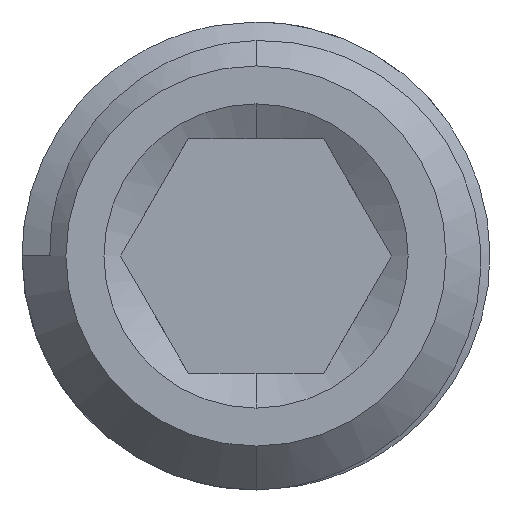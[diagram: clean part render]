
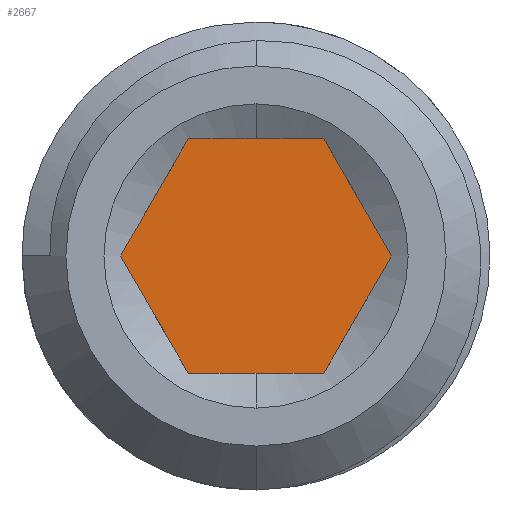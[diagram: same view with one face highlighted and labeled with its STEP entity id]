
A CAD part, front view. The second image highlights one B-rep face of the part: STEP entity #2667.
In plain terms, the highlighted planar face has unit normal (0, -1, 0).
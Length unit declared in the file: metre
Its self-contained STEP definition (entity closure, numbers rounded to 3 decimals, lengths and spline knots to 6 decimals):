
#53 = PLANE ( 'NONE',  #1858 ) ;
#166 = CARTESIAN_POINT ( 'NONE',  ( -0.004633, 0.008, 0. ) ) ;
#229 = LINE ( 'NONE', #1305, #2558 ) ;
#352 = LINE ( 'NONE', #1234, #1705 ) ;
#357 = VECTOR ( 'NONE', #675, 1. ) ;
#407 = CARTESIAN_POINT ( 'NONE',  ( 0.002317, 0.008, -0.004012 ) ) ;
#439 = EDGE_CURVE ( 'NONE', #2658, #1357, #1778, .T. ) ;
#675 = DIRECTION ( 'NONE',  ( -1., 0., 0. ) ) ;
#779 = EDGE_CURVE ( 'NONE', #3028, #2658, #229, .T. ) ;
#868 = VERTEX_POINT ( 'NONE', #2281 ) ;
#887 = ORIENTED_EDGE ( 'NONE', *, *, #439, .T. ) ;
#1099 = ORIENTED_EDGE ( 'NONE', *, *, #2301, .T. ) ;
#1135 = ORIENTED_EDGE ( 'NONE', *, *, #2010, .T. ) ;
#1147 = CARTESIAN_POINT ( 'NONE',  ( -0.002317, 0.008, 0.004012 ) ) ;
#1199 = CARTESIAN_POINT ( 'NONE',  ( 0.004633, 0.008, 0. ) ) ;
#1219 = DIRECTION ( 'NONE',  ( 1., 0., 0. ) ) ;
#1223 = CARTESIAN_POINT ( 'NONE',  ( -0.002317, 0.008, -0.004012 ) ) ;
#1234 = CARTESIAN_POINT ( 'NONE',  ( -0.002317, 0.008, -0.004012 ) ) ;
#1238 = LINE ( 'NONE', #2313, #357 ) ;
#1305 = CARTESIAN_POINT ( 'NONE',  ( 0.002317, 0.008, -0.004012 ) ) ;
#1357 = VERTEX_POINT ( 'NONE', #2822 ) ;
#1367 = VECTOR ( 'NONE', #3103, 1. ) ;
#1378 = CARTESIAN_POINT ( 'NONE',  ( 0.004633, 0.008, 0. ) ) ;
#1397 = VERTEX_POINT ( 'NONE', #2449 ) ;
#1574 = EDGE_CURVE ( 'NONE', #1357, #868, #1238, .T. ) ;
#1600 = VERTEX_POINT ( 'NONE', #1223 ) ;
#1705 = VECTOR ( 'NONE', #1219, 1. ) ;
#1778 = LINE ( 'NONE', #1199, #1367 ) ;
#1858 = AXIS2_PLACEMENT_3D ( 'NONE', #3323, #3284, #3035 ) ;
#1861 = DIRECTION ( 'NONE',  ( 0.5, 0., 0.866 ) ) ;
#1883 = EDGE_LOOP ( 'NONE', ( #2709, #887, #3205, #1135, #1099, #1936 ) ) ;
#1936 = ORIENTED_EDGE ( 'NONE', *, *, #2137, .T. ) ;
#2010 = EDGE_CURVE ( 'NONE', #868, #1397, #3474, .T. ) ;
#2093 = VECTOR ( 'NONE', #2182, 1. ) ;
#2097 = DIRECTION ( 'NONE',  ( 0.5, 0., -0.866 ) ) ;
#2137 = EDGE_CURVE ( 'NONE', #1600, #3028, #352, .T. ) ;
#2182 = DIRECTION ( 'NONE',  ( -0.5, 0., -0.866 ) ) ;
#2281 = CARTESIAN_POINT ( 'NONE',  ( -0.002317, 0.008, 0.004012 ) ) ;
#2301 = EDGE_CURVE ( 'NONE', #1397, #1600, #2582, .T. ) ;
#2313 = CARTESIAN_POINT ( 'NONE',  ( 0.002317, 0.008, 0.004012 ) ) ;
#2449 = CARTESIAN_POINT ( 'NONE',  ( -0.004633, 0.008, 0. ) ) ;
#2480 = FACE_OUTER_BOUND ( 'NONE', #1883, .T. ) ;
#2558 = VECTOR ( 'NONE', #1861, 1. ) ;
#2582 = LINE ( 'NONE', #166, #3214 ) ;
#2658 = VERTEX_POINT ( 'NONE', #1378 ) ;
#2667 = ADVANCED_FACE ( 'NONE', ( #2480 ), #53, .T. ) ;
#2709 = ORIENTED_EDGE ( 'NONE', *, *, #779, .T. ) ;
#2822 = CARTESIAN_POINT ( 'NONE',  ( 0.002317, 0.008, 0.004012 ) ) ;
#3028 = VERTEX_POINT ( 'NONE', #407 ) ;
#3035 = DIRECTION ( 'NONE',  ( 0., 0., -1. ) ) ;
#3103 = DIRECTION ( 'NONE',  ( -0.5, 0., 0.866 ) ) ;
#3205 = ORIENTED_EDGE ( 'NONE', *, *, #1574, .T. ) ;
#3214 = VECTOR ( 'NONE', #2097, 1. ) ;
#3284 = DIRECTION ( 'NONE',  ( 0., -1., 0. ) ) ;
#3323 = CARTESIAN_POINT ( 'NONE',  ( 0., 0.008, 0. ) ) ;
#3474 = LINE ( 'NONE', #1147, #2093 ) ;
